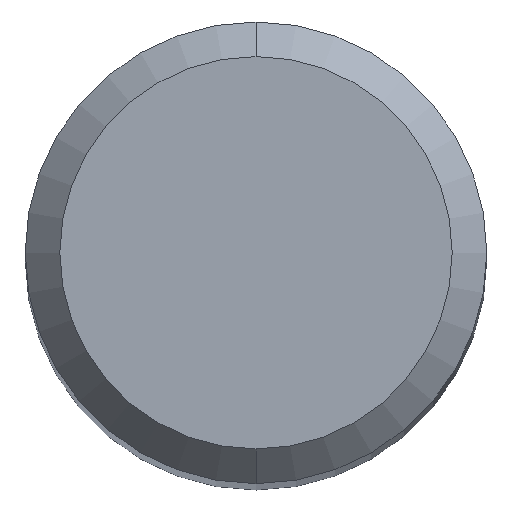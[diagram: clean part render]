
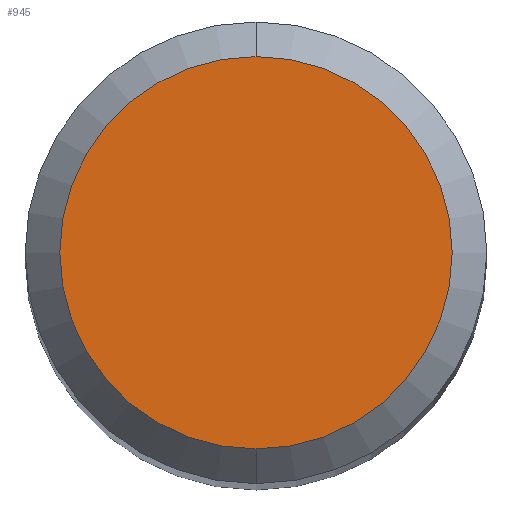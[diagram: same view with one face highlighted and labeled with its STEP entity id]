
A CAD part, top view. The second image highlights one B-rep face of the part: STEP entity #945.
In plain terms, the highlighted planar face has unit normal (0, 0, 1).
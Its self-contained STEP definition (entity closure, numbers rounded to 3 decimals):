
#409=VERTEX_POINT('',#1074);
#449=EDGE_CURVE('',#409,#983,#1117,.T.);
#761=EDGE_CURVE('',#983,#409,#1459,.T.);
#945=ADVANCED_FACE('',(#1663),#1664,.T.);
#983=VERTEX_POINT('',#1704);
#1074=CARTESIAN_POINT('',(0.0,1.7,0.0));
#1117=CIRCLE('',#2166,1.7);
#1459=CIRCLE('',#3428,1.7);
#1663=FACE_OUTER_BOUND('',#4258,.T.);
#1664=PLANE('',#4259);
#1704=CARTESIAN_POINT('',(0.,-1.7,0.0));
#2166=AXIS2_PLACEMENT_3D('',#4562,#4563,#4564);
#3428=AXIS2_PLACEMENT_3D('',#4916,#4917,#4918);
#4258=EDGE_LOOP('',(#5204,#5205));
#4259=AXIS2_PLACEMENT_3D('',#5206,#5207,#5208);
#4562=CARTESIAN_POINT('',(0.0,0.0,0.0));
#4563=DIRECTION('',(0.0,0.0,-1.0));
#4564=DIRECTION('',(0.0,1.0,0.0));
#4916=CARTESIAN_POINT('',(0.0,0.0,0.0));
#4917=DIRECTION('',(0.0,0.0,-1.0));
#4918=DIRECTION('',(0.0,1.0,0.0));
#5204=ORIENTED_EDGE('',*,*,#449,.F.);
#5205=ORIENTED_EDGE('',*,*,#761,.F.);
#5206=CARTESIAN_POINT('',(0.0,0.85,0.0));
#5207=DIRECTION('',(-0.0,0.0,1.0));
#5208=DIRECTION('',(0.0,-1.0,0.0));
